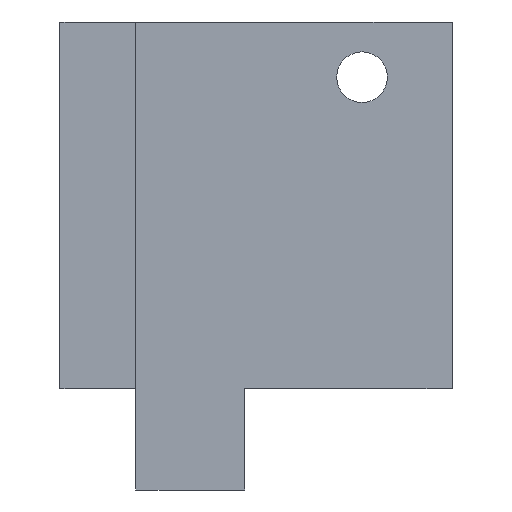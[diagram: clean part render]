
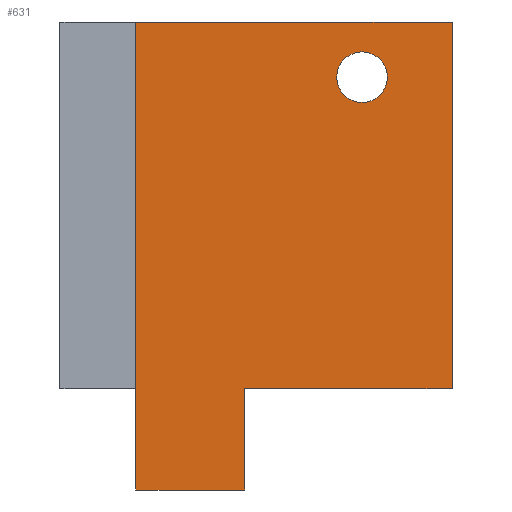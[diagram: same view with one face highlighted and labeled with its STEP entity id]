
A CAD part, front view. The second image highlights one B-rep face of the part: STEP entity #631.
In plain terms, the highlighted planar face has unit normal (0, -1, 0).
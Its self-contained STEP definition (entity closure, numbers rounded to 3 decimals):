
#16=FACE_BOUND('',#96,.T.);
#22=CIRCLE('',#681,2.);
#62=FACE_OUTER_BOUND('',#95,.T.);
#95=EDGE_LOOP('',(#546,#547,#548,#549,#550,#551,#552));
#96=EDGE_LOOP('',(#553));
#114=LINE('',#870,#194);
#134=LINE('',#910,#214);
#141=LINE('',#923,#221);
#151=LINE('',#944,#231);
#175=LINE('',#994,#255);
#177=LINE('',#1000,#257);
#178=LINE('',#1005,#258);
#194=VECTOR('',#709,10.);
#214=VECTOR('',#735,10.);
#221=VECTOR('',#746,10.);
#231=VECTOR('',#766,10.);
#255=VECTOR('',#810,10.);
#257=VECTOR('',#818,10.);
#258=VECTOR('',#825,10.);
#271=VERTEX_POINT('',#867);
#272=VERTEX_POINT('',#869);
#275=VERTEX_POINT('',#875);
#289=VERTEX_POINT('',#909);
#293=VERTEX_POINT('',#921);
#299=VERTEX_POINT('',#943);
#315=VERTEX_POINT('',#992);
#318=VERTEX_POINT('',#1006);
#331=EDGE_CURVE('',#272,#271,#114,.T.);
#351=EDGE_CURVE('',#289,#275,#134,.T.);
#358=EDGE_CURVE('',#275,#293,#141,.T.);
#368=EDGE_CURVE('',#299,#272,#151,.T.);
#394=EDGE_CURVE('',#271,#315,#175,.T.);
#397=EDGE_CURVE('',#293,#299,#177,.T.);
#399=EDGE_CURVE('',#315,#289,#178,.T.);
#400=EDGE_CURVE('',#318,#318,#22,.T.);
#546=ORIENTED_EDGE('',*,*,#331,.T.);
#547=ORIENTED_EDGE('',*,*,#394,.T.);
#548=ORIENTED_EDGE('',*,*,#399,.T.);
#549=ORIENTED_EDGE('',*,*,#351,.T.);
#550=ORIENTED_EDGE('',*,*,#358,.T.);
#551=ORIENTED_EDGE('',*,*,#397,.T.);
#552=ORIENTED_EDGE('',*,*,#368,.T.);
#553=ORIENTED_EDGE('',*,*,#400,.T.);
#602=PLANE('',#680);
#631=ADVANCED_FACE('',(#62,#16),#602,.T.);
#680=AXIS2_PLACEMENT_3D('',#1004,#823,#824);
#681=AXIS2_PLACEMENT_3D('',#1007,#826,#827);
#709=DIRECTION('',(1.,0.,0.));
#735=DIRECTION('',(0.,0.,-1.));
#746=DIRECTION('',(0.,0.,-1.));
#766=DIRECTION('',(0.,0.,1.));
#810=DIRECTION('',(0.,0.,1.));
#818=DIRECTION('',(1.,0.,0.));
#823=DIRECTION('center_axis',(0.,-1.,0.));
#824=DIRECTION('ref_axis',(0.,0.,-1.));
#825=DIRECTION('',(-1.,0.,0.));
#826=DIRECTION('center_axis',(0.,1.,0.));
#827=DIRECTION('ref_axis',(0.,0.,-1.));
#867=CARTESIAN_POINT('',(10.,-39.,-2.));
#869=CARTESIAN_POINT('',(-6.4,-39.,-2.));
#870=CARTESIAN_POINT('',(-3.,-39.,-2.));
#875=CARTESIAN_POINT('',(-15.,-39.,-2.));
#909=CARTESIAN_POINT('',(-15.,-39.,27.));
#910=CARTESIAN_POINT('',(-15.,-39.,-2.));
#921=CARTESIAN_POINT('',(-15.,-39.,-10.));
#923=CARTESIAN_POINT('',(-15.,-39.,-2.));
#943=CARTESIAN_POINT('',(-6.4,-39.,-10.));
#944=CARTESIAN_POINT('',(-6.4,-39.,-0.5));
#992=CARTESIAN_POINT('',(10.,-39.,27.));
#994=CARTESIAN_POINT('',(10.,-39.,7.5));
#1000=CARTESIAN_POINT('',(-15.,-39.,-10.));
#1004=CARTESIAN_POINT('Origin',(0.,-39.,5.));
#1005=CARTESIAN_POINT('',(-10.,-39.,27.));
#1006=CARTESIAN_POINT('',(2.883,-39.,24.638));
#1007=CARTESIAN_POINT('Origin',(2.883,-39.,22.638));
